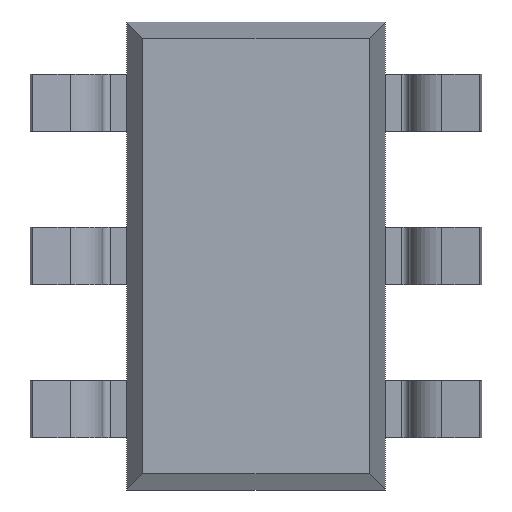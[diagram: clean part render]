
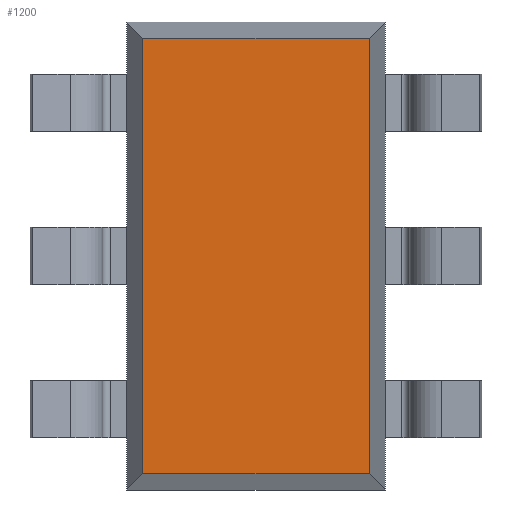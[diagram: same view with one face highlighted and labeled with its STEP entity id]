
A CAD part, front view. The second image highlights one B-rep face of the part: STEP entity #1200.
In plain terms, the highlighted planar face has unit normal (0, -1, 0).
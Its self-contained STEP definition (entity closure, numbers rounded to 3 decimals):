
#132 = ORIENTED_EDGE ( 'NONE', *, *, #1764, .F. ) ;
#194 = VERTEX_POINT ( 'NONE', #2348 ) ;
#318 = VERTEX_POINT ( 'NONE', #411 ) ;
#411 = CARTESIAN_POINT ( 'NONE',  ( 0.7, 0.15, 1.35 ) ) ;
#430 = CARTESIAN_POINT ( 'NONE',  ( 0.7, 0.15, 1.45 ) ) ;
#515 = DIRECTION ( 'NONE',  ( -1., 0., 0. ) ) ;
#527 = EDGE_LOOP ( 'NONE', ( #785, #1671, #132, #1943 ) ) ;
#654 = VECTOR ( 'NONE', #1498, 1000. ) ;
#785 = ORIENTED_EDGE ( 'NONE', *, *, #1302, .T. ) ;
#794 = EDGE_CURVE ( 'NONE', #318, #194, #1243, .T. ) ;
#947 = CARTESIAN_POINT ( 'NONE',  ( 0.7, 0.15, 1.35 ) ) ;
#1018 = EDGE_CURVE ( 'NONE', #1156, #2347, #1945, .T. ) ;
#1036 = VECTOR ( 'NONE', #3043, 1000. ) ;
#1062 = CARTESIAN_POINT ( 'NONE',  ( -0.7, 0.15, -1.35 ) ) ;
#1156 = VERTEX_POINT ( 'NONE', #1062 ) ;
#1165 = AXIS2_PLACEMENT_3D ( 'NONE', #430, #1877, #2851 ) ;
#1200 = ADVANCED_FACE ( 'NONE', ( #1595 ), #2630, .F. ) ;
#1243 = LINE ( 'NONE', #947, #1558 ) ;
#1302 = EDGE_CURVE ( 'NONE', #194, #1156, #2210, .T. ) ;
#1498 = DIRECTION ( 'NONE',  ( 0., 0., -1. ) ) ;
#1547 = LINE ( 'NONE', #2095, #2542 ) ;
#1558 = VECTOR ( 'NONE', #515, 1000. ) ;
#1595 = FACE_OUTER_BOUND ( 'NONE', #527, .T. ) ;
#1671 = ORIENTED_EDGE ( 'NONE', *, *, #1018, .T. ) ;
#1764 = EDGE_CURVE ( 'NONE', #318, #2347, #1547, .T. ) ;
#1877 = DIRECTION ( 'NONE',  ( 0., 1., 0. ) ) ;
#1943 = ORIENTED_EDGE ( 'NONE', *, *, #794, .T. ) ;
#1945 = LINE ( 'NONE', #2327, #1036 ) ;
#2095 = CARTESIAN_POINT ( 'NONE',  ( 0.7, 0.15, 1.45 ) ) ;
#2210 = LINE ( 'NONE', #2716, #654 ) ;
#2327 = CARTESIAN_POINT ( 'NONE',  ( 0.7, 0.15, -1.35 ) ) ;
#2347 = VERTEX_POINT ( 'NONE', #2662 ) ;
#2348 = CARTESIAN_POINT ( 'NONE',  ( -0.7, 0.15, 1.35 ) ) ;
#2542 = VECTOR ( 'NONE', #2601, 1000. ) ;
#2601 = DIRECTION ( 'NONE',  ( 0., 0., -1. ) ) ;
#2630 = PLANE ( 'NONE',  #1165 ) ;
#2662 = CARTESIAN_POINT ( 'NONE',  ( 0.7, 0.15, -1.35 ) ) ;
#2716 = CARTESIAN_POINT ( 'NONE',  ( -0.7, 0.15, 1.45 ) ) ;
#2851 = DIRECTION ( 'NONE',  ( -1., 0., 0. ) ) ;
#3043 = DIRECTION ( 'NONE',  ( 1., 0., 0. ) ) ;
